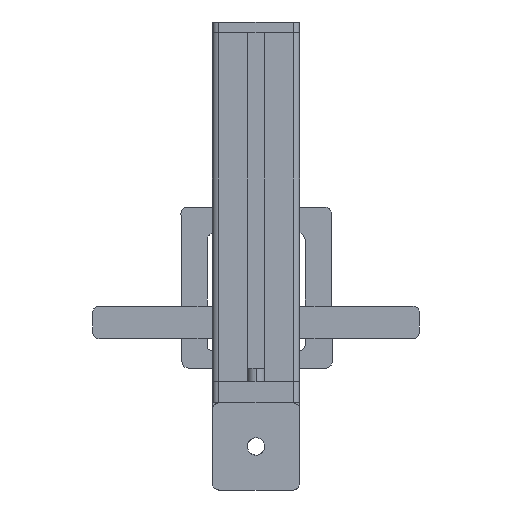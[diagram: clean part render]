
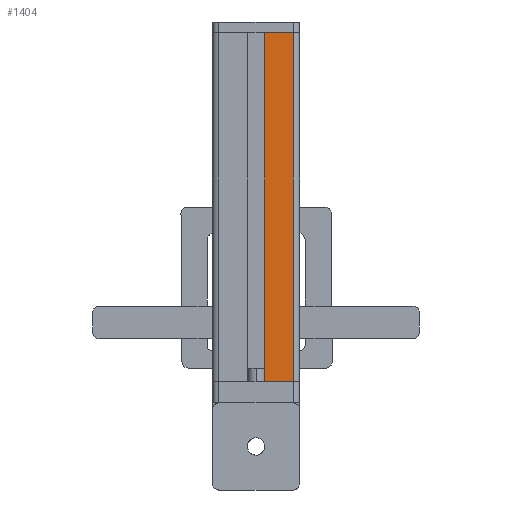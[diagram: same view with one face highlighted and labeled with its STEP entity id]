
A CAD part, left-side view. The second image highlights one B-rep face of the part: STEP entity #1404.
In plain terms, the highlighted planar face has unit normal (-1, 0, 0).
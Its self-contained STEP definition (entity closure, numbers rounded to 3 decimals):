
#558=B_SPLINE_CURVE_WITH_KNOTS('',1,(#17826,#17827),.UNSPECIFIED.,.F.,.F.,
(2,2),(0.,12.9),.UNSPECIFIED.);
#625=B_SPLINE_CURVE_WITH_KNOTS('',1,(#18076,#18077),.UNSPECIFIED.,.F.,.F.,
(2,2),(-160.,0.),.UNSPECIFIED.);
#626=B_SPLINE_CURVE_WITH_KNOTS('',1,(#18078,#18079),.UNSPECIFIED.,.F.,.F.,
(2,2),(0.,12.9),.UNSPECIFIED.);
#627=B_SPLINE_CURVE_WITH_KNOTS('',1,(#18080,#18081),.UNSPECIFIED.,.F.,.F.,
(2,2),(-160.,0.),.UNSPECIFIED.);
#1404=ADVANCED_FACE('',(#2054),#10738,.T.);
#2054=FACE_OUTER_BOUND('',#2789,.T.);
#2789=EDGE_LOOP('',(#5737,#5738,#5739,#5740));
#5737=ORIENTED_EDGE('',*,*,#7808,.F.);
#5738=ORIENTED_EDGE('',*,*,#7907,.F.);
#5739=ORIENTED_EDGE('',*,*,#7908,.T.);
#5740=ORIENTED_EDGE('',*,*,#7909,.T.);
#7808=EDGE_CURVE('',#10183,#10184,#558,.T.);
#7907=EDGE_CURVE('',#10263,#10183,#625,.T.);
#7908=EDGE_CURVE('',#10263,#10264,#626,.T.);
#7909=EDGE_CURVE('',#10264,#10184,#627,.T.);
#10183=VERTEX_POINT('',#17641);
#10184=VERTEX_POINT('',#17642);
#10263=VERTEX_POINT('',#17721);
#10264=VERTEX_POINT('',#17722);
#10738=PLANE('',#11706);
#11706=AXIS2_PLACEMENT_3D('',#17560,#12353,$);
#12353=DIRECTION('',(-1.,0.,0.));
#17560=CARTESIAN_POINT('',(504.,-6.1,35.));
#17641=CARTESIAN_POINT('',(504.,-19.,35.));
#17642=CARTESIAN_POINT('',(504.,-6.1,35.));
#17721=CARTESIAN_POINT('',(504.,-19.,195.));
#17722=CARTESIAN_POINT('',(504.,-6.1,195.));
#17826=CARTESIAN_POINT('',(504.,-19.,35.));
#17827=CARTESIAN_POINT('',(504.,-6.1,35.));
#18076=CARTESIAN_POINT('',(504.,-19.,195.));
#18077=CARTESIAN_POINT('',(504.,-19.,35.));
#18078=CARTESIAN_POINT('',(504.,-19.,195.));
#18079=CARTESIAN_POINT('',(504.,-6.1,195.));
#18080=CARTESIAN_POINT('',(504.,-6.1,195.));
#18081=CARTESIAN_POINT('',(504.,-6.1,35.));
